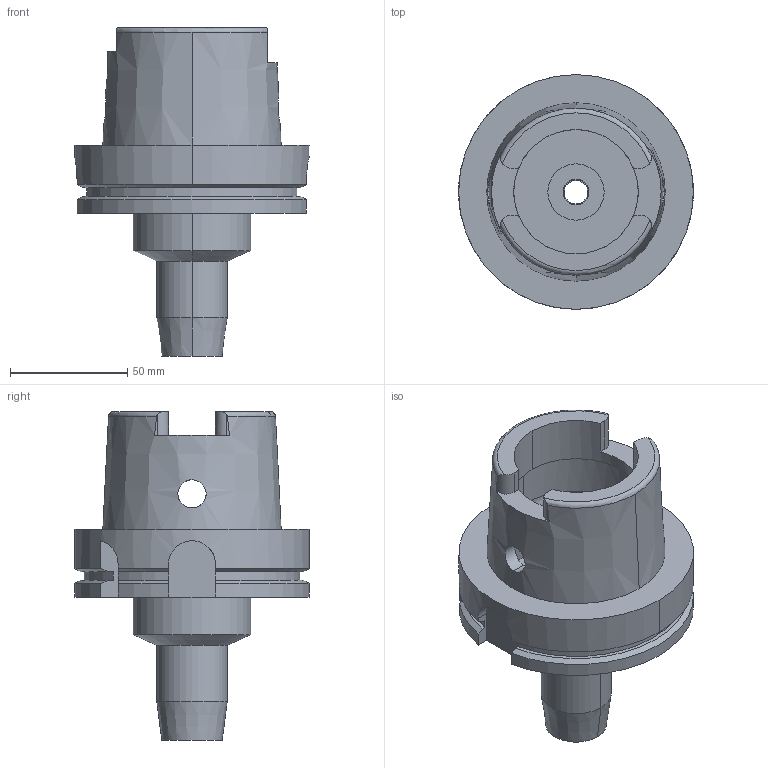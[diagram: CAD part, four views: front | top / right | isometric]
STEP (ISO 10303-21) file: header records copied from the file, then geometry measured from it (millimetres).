
FILE_DESCRIPTION((''),'2;1');
FILE_NAME('HSK-A100-HDC10-90','2018-02-28T',('ykawabe'),(''),'CREO PARAMETRIC BY PTC INC, 2016380','CREO PARAMETRIC BY PTC INC, 2016380','');
FILE_SCHEMA(('AUTOMOTIVE_DESIGN { 1 0 10303 214 1 1 1 1 }'));
Length unit declared in the file: millimetre
Products named in the file (1): HSK-A100-HDC10-90
Bounding box: 100 x 100 x 140 mm (x, y, z)
Volume: 312518.4 mm3; surface area: 58006.5 mm2
Topology: 1 solids, 1 shells, 92 faces, 258 edges, 171 vertices
Faces by surface type: cylinder 40, plane 34, cone 14, torus 4
Entity records: 4242 total; most frequent: CARTESIAN_POINT 830, DIRECTION 521, ORIENTED_EDGE 516, PRESENTATION_STYLE_ASSIGNMENT 263, STYLED_ITEM 263, CURVE_STYLE 262, EDGE_CURVE 258, AXIS2_PLACEMENT_3D 206
